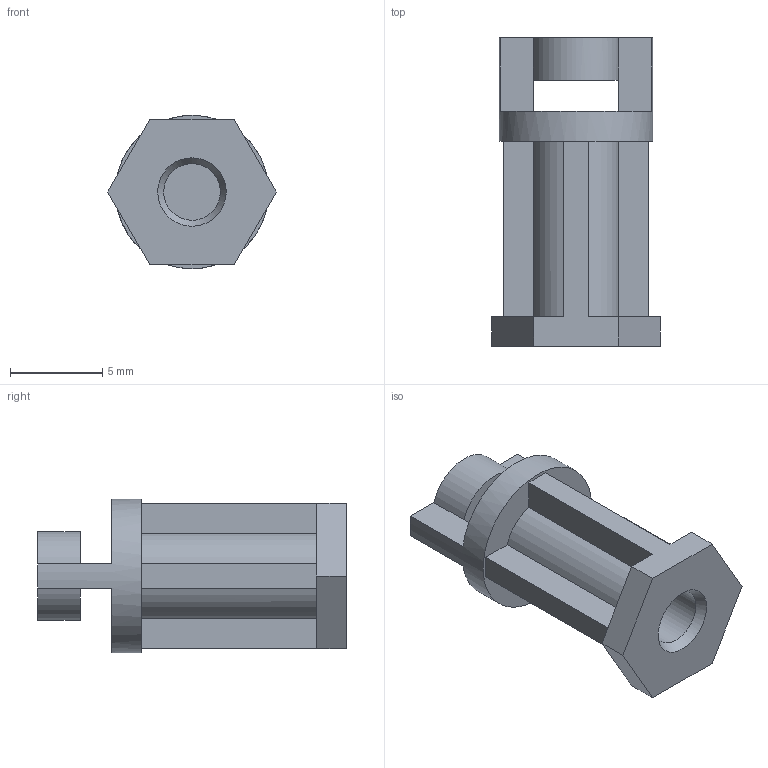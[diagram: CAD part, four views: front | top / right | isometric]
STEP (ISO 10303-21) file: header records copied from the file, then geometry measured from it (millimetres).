
FILE_DESCRIPTION( ( 'STEP AP214' ), '1' );
FILE_NAME( 'psolqas10013076517.stp', ' ', ( ' ' ), ( ' ' ), 'PSStep 15.0.47', 'PARTsolutions', ' ' );
FILE_SCHEMA( ( 'AUTOMOTIVE_DESIGN { 1 0 10303 214 1 1 1 1 }' ) );
Length unit declared in the file: metre
Products named in the file (1): 1
Bounding box: 9.12 x 16.7 x 8.3 mm (x, y, z)
Volume: 424 mm3; surface area: 698.8 mm2
Topology: 1 solids, 1 shells, 39 faces, 113 edges, 76 vertices
Faces by surface type: bspline 28, revolution 11
Entity records: 1462 total; most frequent: CARTESIAN_POINT 739, ORIENTED_EDGE 220, EDGE_CURVE 110, B_SPLINE_CURVE_WITH_KNOTS 107, VERTEX_POINT 76, EDGE_LOOP 44, FACE_OUTER_BOUND 42, ADVANCED_FACE 39
